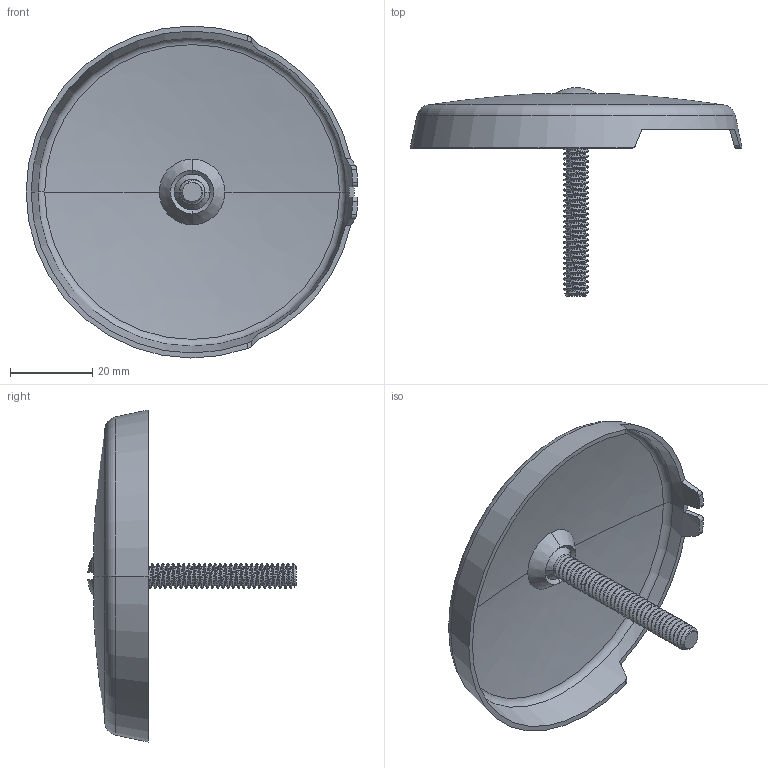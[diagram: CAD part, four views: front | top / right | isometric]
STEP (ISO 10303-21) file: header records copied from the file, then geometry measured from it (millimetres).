
FILE_DESCRIPTION((''),'2;1');
FILE_NAME('265_ASM','2021-10-25T10:23:15',('rsmith'),(''),'CREO PARAMETRIC BY PTC INC, 2018400','CREO PARAMETRIC BY PTC INC, 2018400','');
FILE_SCHEMA(('AUTOMOTIVE_DESIGN { 1 0 10303 214 1 1 1 1 }'));
Length unit declared in the file: inch
Products named in the file (3): 50262; 92065; 265_ASM
Assembly tree (2 placements, depth 2):
  265_ASM
    50262
    92065
Bounding box: 80.71 x 50.76 x 80.77 mm (x, y, z)
Volume: 9039.7 mm3; surface area: 14759.1 mm2
Topology: 2 solids, 2 shells, 147 faces, 402 edges, 257 vertices
Faces by surface type: cylinder 76, bspline 32, plane 17, cone 14, torus 6, sphere 2
Entity records: 13781 total; most frequent: CARTESIAN_POINT 8984, ORIENTED_EDGE 804, DIRECTION 506, PRESENTATION_STYLE_ASSIGNMENT 404, STYLED_ITEM 404, CURVE_STYLE 402, EDGE_CURVE 402, VERTEX_POINT 257
